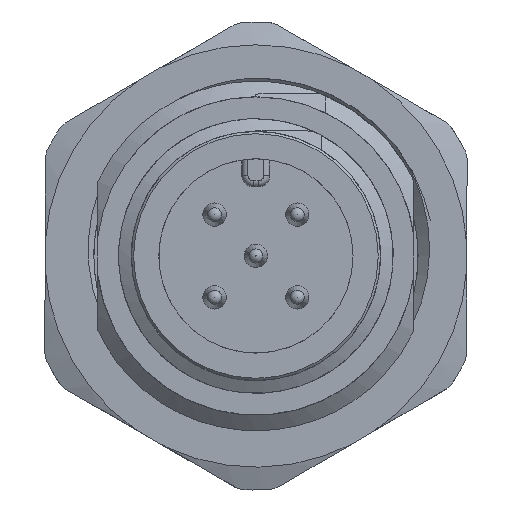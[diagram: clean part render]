
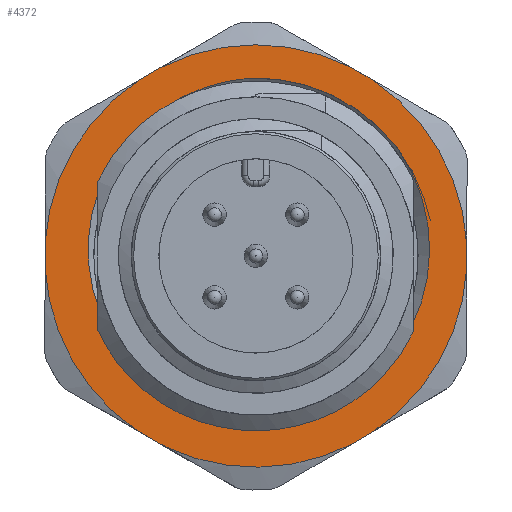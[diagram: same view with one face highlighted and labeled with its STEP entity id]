
A CAD part, front view. The second image highlights one B-rep face of the part: STEP entity #4372.
In plain terms, the highlighted face is planar.
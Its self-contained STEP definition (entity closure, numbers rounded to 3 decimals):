
#335=B_SPLINE_CURVE_WITH_KNOTS('',3,(#18142,#18143,#18144,#18145,#18146,
#18147,#18148),.UNSPECIFIED.,.F.,.F.,(4,1,1,1,4),(0.,0.004,
0.009,0.013,0.017),
 .UNSPECIFIED.);
#336=B_SPLINE_CURVE_WITH_KNOTS('',3,(#18152,#18153,#18154,#18155,#18156,
#18157,#18158),.UNSPECIFIED.,.F.,.F.,(4,1,1,1,4),(0.,
0.004,0.009,0.013,0.017),
 .UNSPECIFIED.);
#617=LINE('',#18162,#796);
#618=LINE('',#18166,#797);
#619=LINE('',#18170,#798);
#620=LINE('',#18174,#799);
#621=LINE('',#18178,#800);
#622=LINE('',#18182,#801);
#796=VECTOR('',#5778,1000.);
#797=VECTOR('',#5781,1000.);
#798=VECTOR('',#5784,1000.);
#799=VECTOR('',#5787,1000.);
#800=VECTOR('',#5790,1000.);
#801=VECTOR('',#5793,1000.);
#1734=ORIENTED_EDGE('',*,*,#2487,.T.);
#1735=ORIENTED_EDGE('',*,*,#2488,.T.);
#1736=ORIENTED_EDGE('',*,*,#2489,.T.);
#1737=ORIENTED_EDGE('',*,*,#2490,.T.);
#1738=ORIENTED_EDGE('',*,*,#2491,.F.);
#1739=ORIENTED_EDGE('',*,*,#2492,.T.);
#1740=ORIENTED_EDGE('',*,*,#2493,.F.);
#1741=ORIENTED_EDGE('',*,*,#2494,.T.);
#1742=ORIENTED_EDGE('',*,*,#2495,.F.);
#1743=ORIENTED_EDGE('',*,*,#2496,.T.);
#1744=ORIENTED_EDGE('',*,*,#2497,.F.);
#1745=ORIENTED_EDGE('',*,*,#2498,.T.);
#1746=ORIENTED_EDGE('',*,*,#2499,.F.);
#1747=ORIENTED_EDGE('',*,*,#2500,.T.);
#1748=ORIENTED_EDGE('',*,*,#2501,.F.);
#1749=ORIENTED_EDGE('',*,*,#2502,.T.);
#2487=EDGE_CURVE('',#2967,#2968,#3207,.T.);
#2488=EDGE_CURVE('',#2968,#2969,#335,.T.);
#2489=EDGE_CURVE('',#2969,#2970,#3208,.F.);
#2490=EDGE_CURVE('',#2970,#2967,#336,.T.);
#2491=EDGE_CURVE('',#2971,#2972,#3209,.F.);
#2492=EDGE_CURVE('',#2971,#2973,#617,.T.);
#2493=EDGE_CURVE('',#2974,#2973,#3210,.F.);
#2494=EDGE_CURVE('',#2974,#2975,#618,.T.);
#2495=EDGE_CURVE('',#2976,#2975,#3211,.F.);
#2496=EDGE_CURVE('',#2976,#2977,#619,.T.);
#2497=EDGE_CURVE('',#2978,#2977,#3212,.F.);
#2498=EDGE_CURVE('',#2978,#2979,#620,.T.);
#2499=EDGE_CURVE('',#2980,#2979,#3213,.F.);
#2500=EDGE_CURVE('',#2980,#2981,#621,.T.);
#2501=EDGE_CURVE('',#2982,#2981,#3214,.F.);
#2502=EDGE_CURVE('',#2982,#2972,#622,.T.);
#2967=VERTEX_POINT('',#18140);
#2968=VERTEX_POINT('',#18141);
#2969=VERTEX_POINT('',#18149);
#2970=VERTEX_POINT('',#18151);
#2971=VERTEX_POINT('',#18160);
#2972=VERTEX_POINT('',#18161);
#2973=VERTEX_POINT('',#18163);
#2974=VERTEX_POINT('',#18165);
#2975=VERTEX_POINT('',#18167);
#2976=VERTEX_POINT('',#18169);
#2977=VERTEX_POINT('',#18171);
#2978=VERTEX_POINT('',#18173);
#2979=VERTEX_POINT('',#18175);
#2980=VERTEX_POINT('',#18177);
#2981=VERTEX_POINT('',#18179);
#2982=VERTEX_POINT('',#18181);
#3207=CIRCLE('',#4849,7.6);
#3208=CIRCLE('',#4850,6.93);
#3209=CIRCLE('',#4851,9.024);
#3210=CIRCLE('',#4852,9.024);
#3211=CIRCLE('',#4853,9.024);
#3212=CIRCLE('',#4854,9.024);
#3213=CIRCLE('',#4855,9.024);
#3214=CIRCLE('',#4856,9.024);
#3561=EDGE_LOOP('',(#1734,#1735,#1736,#1737));
#3562=EDGE_LOOP('',(#1738,#1739,#1740,#1741,#1742,#1743,#1744,#1745,#1746,
#1747,#1748,#1749));
#3963=FACE_BOUND('',#3561,.T.);
#3964=FACE_BOUND('',#3562,.T.);
#4122=PLANE('',#4848);
#4372=ADVANCED_FACE('',(#3963,#3964),#4122,.T.);
#4848=AXIS2_PLACEMENT_3D('',#18138,#5770,#5771);
#4849=AXIS2_PLACEMENT_3D('',#18139,#5772,#5773);
#4850=AXIS2_PLACEMENT_3D('',#18150,#5774,#5775);
#4851=AXIS2_PLACEMENT_3D('',#18159,#5776,#5777);
#4852=AXIS2_PLACEMENT_3D('',#18164,#5779,#5780);
#4853=AXIS2_PLACEMENT_3D('',#18168,#5782,#5783);
#4854=AXIS2_PLACEMENT_3D('',#18172,#5785,#5786);
#4855=AXIS2_PLACEMENT_3D('',#18176,#5788,#5789);
#4856=AXIS2_PLACEMENT_3D('',#18180,#5791,#5792);
#5770=DIRECTION('',(1.,0.,0.));
#5771=DIRECTION('',(0.,0.,-1.));
#5772=DIRECTION('',(-1.,0.,0.));
#5773=DIRECTION('',(0.,1.,0.));
#5774=DIRECTION('',(1.,0.,0.));
#5775=DIRECTION('',(0.,0.,-1.));
#5776=DIRECTION('',(1.,0.,0.));
#5777=DIRECTION('',(0.,0.,-1.));
#5778=DIRECTION('',(0.,1.,0.));
#5779=DIRECTION('',(1.,0.,0.));
#5780=DIRECTION('',(0.,0.,-1.));
#5781=DIRECTION('',(0.,0.497,0.868));
#5782=DIRECTION('',(1.,0.,0.));
#5783=DIRECTION('',(0.,0.,-1.));
#5784=DIRECTION('',(0.,-0.497,0.868));
#5785=DIRECTION('',(1.,0.,0.));
#5786=DIRECTION('',(0.,0.,-1.));
#5787=DIRECTION('',(0.,-1.,0.));
#5788=DIRECTION('',(1.,0.,0.));
#5789=DIRECTION('',(0.,0.,-1.));
#5790=DIRECTION('',(0.,-0.498,-0.867));
#5791=DIRECTION('',(1.,0.,0.));
#5792=DIRECTION('',(0.,0.,-1.));
#5793=DIRECTION('',(0.,0.498,-0.867));
#18138=CARTESIAN_POINT('',(1.5,0.,0.));
#18139=CARTESIAN_POINT('',(1.5,0.,0.));
#18140=CARTESIAN_POINT('',(1.5,-4.081,6.411));
#18141=CARTESIAN_POINT('',(1.5,3.02,6.974));
#18142=CARTESIAN_POINT('',(1.5,3.02,6.974));
#18143=CARTESIAN_POINT('',(1.5,4.318,6.354));
#18144=CARTESIAN_POINT('',(1.5,6.523,4.378));
#18145=CARTESIAN_POINT('',(1.5,7.706,0.079));
#18146=CARTESIAN_POINT('',(1.5,6.285,-4.171));
#18147=CARTESIAN_POINT('',(1.5,3.917,-5.964));
#18148=CARTESIAN_POINT('',(1.5,2.558,-6.441));
#18149=CARTESIAN_POINT('',(1.5,2.558,-6.441));
#18150=CARTESIAN_POINT('',(1.5,0.,0.));
#18151=CARTESIAN_POINT('',(1.5,-1.511,-6.763));
#18152=CARTESIAN_POINT('',(1.5,-1.511,-6.763));
#18153=CARTESIAN_POINT('',(1.5,-2.927,-6.508));
#18154=CARTESIAN_POINT('',(1.5,-5.554,-5.103));
#18155=CARTESIAN_POINT('',(1.5,-7.621,-1.142));
#18156=CARTESIAN_POINT('',(1.5,-7.131,3.298));
#18157=CARTESIAN_POINT('',(1.5,-5.265,5.594));
#18158=CARTESIAN_POINT('',(1.5,-4.081,6.411));
#18159=CARTESIAN_POINT('',(1.5,0.,0.));
#18160=CARTESIAN_POINT('',(1.5,-0.764,-8.992));
#18161=CARTESIAN_POINT('',(1.5,-7.542,-4.955));
#18162=CARTESIAN_POINT('',(1.5,-4.376,-8.992));
#18163=CARTESIAN_POINT('',(1.5,0.764,-8.992));
#18164=CARTESIAN_POINT('',(1.5,0.,0.));
#18165=CARTESIAN_POINT('',(1.5,7.551,-4.941));
#18166=CARTESIAN_POINT('',(1.5,5.661,-8.243));
#18167=CARTESIAN_POINT('',(1.5,8.085,-4.008));
#18168=CARTESIAN_POINT('',(1.5,0.,0.));
#18169=CARTESIAN_POINT('',(1.5,8.085,4.008));
#18170=CARTESIAN_POINT('',(1.5,9.975,0.706));
#18171=CARTESIAN_POINT('',(1.5,7.551,4.941));
#18172=CARTESIAN_POINT('',(1.5,0.,0.));
#18173=CARTESIAN_POINT('',(1.5,0.537,9.008));
#18174=CARTESIAN_POINT('',(1.5,4.342,9.008));
#18175=CARTESIAN_POINT('',(1.5,-0.537,9.008));
#18176=CARTESIAN_POINT('',(1.5,0.,0.));
#18177=CARTESIAN_POINT('',(1.5,-7.542,4.955));
#18178=CARTESIAN_POINT('',(1.5,-5.646,8.254));
#18179=CARTESIAN_POINT('',(1.5,-8.078,4.024));
#18180=CARTESIAN_POINT('',(1.5,0.,0.));
#18181=CARTESIAN_POINT('',(1.5,-8.078,-4.024));
#18182=CARTESIAN_POINT('',(1.5,-9.974,-0.725));
